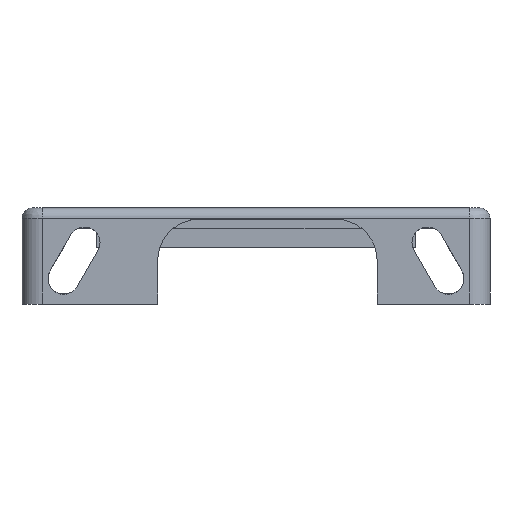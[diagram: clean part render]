
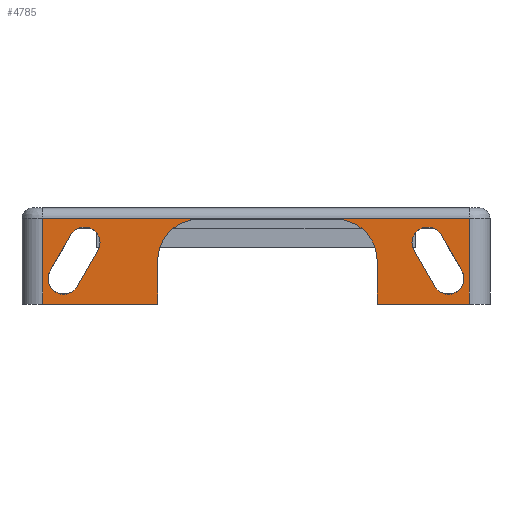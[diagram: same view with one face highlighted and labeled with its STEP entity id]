
A CAD part, left-side view. The second image highlights one B-rep face of the part: STEP entity #4785.
In plain terms, the highlighted planar face has unit normal (-1, 0, 0).
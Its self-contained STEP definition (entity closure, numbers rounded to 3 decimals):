
#31=FACE_BOUND('',#1534,.T.);
#32=FACE_BOUND('',#1535,.T.);
#95=PLANE('',#5043);
#244=LINE('',#7054,#712);
#245=LINE('',#7057,#713);
#246=LINE('',#7059,#714);
#247=LINE('',#7061,#715);
#248=LINE('',#7063,#716);
#249=LINE('',#7067,#717);
#250=LINE('',#7071,#718);
#251=LINE('',#7072,#719);
#252=LINE('',#7075,#720);
#253=LINE('',#7079,#721);
#254=LINE('',#7085,#722);
#255=LINE('',#7088,#723);
#712=VECTOR('',#5560,10.);
#713=VECTOR('',#5563,10.);
#714=VECTOR('',#5564,10.);
#715=VECTOR('',#5565,10.);
#716=VECTOR('',#5566,10.);
#717=VECTOR('',#5569,10.);
#718=VECTOR('',#5572,10.);
#719=VECTOR('',#5573,10.);
#720=VECTOR('',#5574,10.);
#721=VECTOR('',#5577,10.);
#722=VECTOR('',#5582,10.);
#723=VECTOR('',#5585,10.);
#1281=FACE_OUTER_BOUND('',#1533,.T.);
#1533=EDGE_LOOP('',(#3315,#3316,#3317,#3318,#3319,#3320,#3321,#3322,#3323,
#3324));
#1534=EDGE_LOOP('',(#3325,#3326,#3327,#3328));
#1535=EDGE_LOOP('',(#3329,#3330,#3331,#3332));
#1852=CIRCLE('',#5044,4.);
#1853=CIRCLE('',#5045,4.);
#1854=CIRCLE('',#5046,1.5);
#1855=CIRCLE('',#5047,1.5);
#1856=CIRCLE('',#5048,1.5);
#1857=CIRCLE('',#5049,1.5);
#2100=VERTEX_POINT('',#7042);
#2103=VERTEX_POINT('',#7050);
#2105=VERTEX_POINT('',#7056);
#2106=VERTEX_POINT('',#7058);
#2107=VERTEX_POINT('',#7060);
#2108=VERTEX_POINT('',#7062);
#2109=VERTEX_POINT('',#7064);
#2110=VERTEX_POINT('',#7066);
#2111=VERTEX_POINT('',#7068);
#2112=VERTEX_POINT('',#7070);
#2113=VERTEX_POINT('',#7073);
#2114=VERTEX_POINT('',#7074);
#2115=VERTEX_POINT('',#7076);
#2116=VERTEX_POINT('',#7078);
#2117=VERTEX_POINT('',#7081);
#2118=VERTEX_POINT('',#7082);
#2119=VERTEX_POINT('',#7084);
#2120=VERTEX_POINT('',#7086);
#2577=EDGE_CURVE('',#2100,#2103,#244,.T.);
#2578=EDGE_CURVE('',#2105,#2100,#245,.T.);
#2579=EDGE_CURVE('',#2106,#2105,#246,.T.);
#2580=EDGE_CURVE('',#2107,#2106,#247,.T.);
#2581=EDGE_CURVE('',#2107,#2108,#248,.T.);
#2582=EDGE_CURVE('',#2108,#2109,#1852,.T.);
#2583=EDGE_CURVE('',#2109,#2110,#249,.T.);
#2584=EDGE_CURVE('',#2110,#2111,#1853,.T.);
#2585=EDGE_CURVE('',#2111,#2112,#250,.T.);
#2586=EDGE_CURVE('',#2103,#2112,#251,.T.);
#2587=EDGE_CURVE('',#2113,#2114,#252,.T.);
#2588=EDGE_CURVE('',#2114,#2115,#1854,.T.);
#2589=EDGE_CURVE('',#2115,#2116,#253,.T.);
#2590=EDGE_CURVE('',#2116,#2113,#1855,.T.);
#2591=EDGE_CURVE('',#2117,#2118,#1856,.T.);
#2592=EDGE_CURVE('',#2118,#2119,#254,.T.);
#2593=EDGE_CURVE('',#2119,#2120,#1857,.T.);
#2594=EDGE_CURVE('',#2120,#2117,#255,.T.);
#3315=ORIENTED_EDGE('',*,*,#2577,.F.);
#3316=ORIENTED_EDGE('',*,*,#2578,.F.);
#3317=ORIENTED_EDGE('',*,*,#2579,.F.);
#3318=ORIENTED_EDGE('',*,*,#2580,.F.);
#3319=ORIENTED_EDGE('',*,*,#2581,.T.);
#3320=ORIENTED_EDGE('',*,*,#2582,.T.);
#3321=ORIENTED_EDGE('',*,*,#2583,.T.);
#3322=ORIENTED_EDGE('',*,*,#2584,.T.);
#3323=ORIENTED_EDGE('',*,*,#2585,.T.);
#3324=ORIENTED_EDGE('',*,*,#2586,.F.);
#3325=ORIENTED_EDGE('',*,*,#2587,.T.);
#3326=ORIENTED_EDGE('',*,*,#2588,.T.);
#3327=ORIENTED_EDGE('',*,*,#2589,.T.);
#3328=ORIENTED_EDGE('',*,*,#2590,.T.);
#3329=ORIENTED_EDGE('',*,*,#2591,.T.);
#3330=ORIENTED_EDGE('',*,*,#2592,.T.);
#3331=ORIENTED_EDGE('',*,*,#2593,.T.);
#3332=ORIENTED_EDGE('',*,*,#2594,.T.);
#4785=ADVANCED_FACE('',(#1281,#31,#32),#95,.T.);
#5043=AXIS2_PLACEMENT_3D('',#7055,#5561,#5562);
#5044=AXIS2_PLACEMENT_3D('',#7065,#5567,#5568);
#5045=AXIS2_PLACEMENT_3D('',#7069,#5570,#5571);
#5046=AXIS2_PLACEMENT_3D('',#7077,#5575,#5576);
#5047=AXIS2_PLACEMENT_3D('',#7080,#5578,#5579);
#5048=AXIS2_PLACEMENT_3D('',#7083,#5580,#5581);
#5049=AXIS2_PLACEMENT_3D('',#7087,#5583,#5584);
#5560=DIRECTION('',(0.,0.,-1.));
#5561=DIRECTION('center_axis',(-1.,0.,0.));
#5562=DIRECTION('ref_axis',(0.,1.,0.));
#5563=DIRECTION('',(0.,-1.,0.));
#5564=DIRECTION('',(0.,0.,1.));
#5565=DIRECTION('',(0.,1.,0.));
#5566=DIRECTION('',(0.,0.,1.));
#5567=DIRECTION('center_axis',(1.,0.,0.));
#5568=DIRECTION('ref_axis',(0.,1.,0.));
#5569=DIRECTION('',(0.,-1.,0.));
#5570=DIRECTION('center_axis',(1.,0.,0.));
#5571=DIRECTION('ref_axis',(0.,1.,0.));
#5572=DIRECTION('',(0.,0.,-1.));
#5573=DIRECTION('',(0.,1.,0.));
#5574=DIRECTION('',(0.,0.5,-0.866));
#5575=DIRECTION('center_axis',(1.,0.,0.));
#5576=DIRECTION('ref_axis',(0.,1.,0.));
#5577=DIRECTION('',(0.,-0.5,0.866));
#5578=DIRECTION('center_axis',(1.,0.,0.));
#5579=DIRECTION('ref_axis',(0.,1.,0.));
#5580=DIRECTION('center_axis',(1.,0.,0.));
#5581=DIRECTION('ref_axis',(0.,1.,0.));
#5582=DIRECTION('',(0.,0.5,0.866));
#5583=DIRECTION('center_axis',(1.,0.,0.));
#5584=DIRECTION('ref_axis',(0.,1.,0.));
#5585=DIRECTION('',(0.,-0.5,-0.866));
#7042=CARTESIAN_POINT('',(-42.5,-20.5,15.412));
#7050=CARTESIAN_POINT('',(-42.5,-20.5,7.16));
#7054=CARTESIAN_POINT('',(-42.5,-20.5,16.412));
#7055=CARTESIAN_POINT('Origin',(-42.5,-22.5,16.412));
#7056=CARTESIAN_POINT('',(-42.5,20.5,15.412));
#7057=CARTESIAN_POINT('',(-42.5,-11.25,15.412));
#7058=CARTESIAN_POINT('',(-42.5,20.5,7.16));
#7059=CARTESIAN_POINT('',(-42.5,20.5,16.412));
#7060=CARTESIAN_POINT('',(-42.5,9.454,7.16));
#7061=CARTESIAN_POINT('',(-42.5,-22.5,7.16));
#7062=CARTESIAN_POINT('',(-42.5,9.454,11.34));
#7063=CARTESIAN_POINT('',(-42.5,9.454,13.876));
#7064=CARTESIAN_POINT('',(-42.5,5.454,15.34));
#7065=CARTESIAN_POINT('Origin',(-42.5,5.454,11.34));
#7066=CARTESIAN_POINT('',(-42.5,-7.646,15.34));
#7067=CARTESIAN_POINT('',(-42.5,-15.073,15.34));
#7068=CARTESIAN_POINT('',(-42.5,-11.646,11.34));
#7069=CARTESIAN_POINT('Origin',(-42.5,-7.646,11.34));
#7070=CARTESIAN_POINT('',(-42.5,-11.646,7.16));
#7071=CARTESIAN_POINT('',(-42.5,-11.646,11.786));
#7072=CARTESIAN_POINT('',(-42.5,-22.5,7.16));
#7073=CARTESIAN_POINT('',(-42.5,15.201,12.322));
#7074=CARTESIAN_POINT('',(-42.5,17.201,8.858));
#7075=CARTESIAN_POINT('',(-42.5,10.603,20.286));
#7076=CARTESIAN_POINT('',(-42.5,19.799,10.358));
#7077=CARTESIAN_POINT('Origin',(-42.5,18.5,9.608));
#7078=CARTESIAN_POINT('',(-42.5,17.799,13.822));
#7079=CARTESIAN_POINT('',(-42.5,12.201,23.518));
#7080=CARTESIAN_POINT('Origin',(-42.5,16.5,13.072));
#7081=CARTESIAN_POINT('',(-42.5,-19.799,10.358));
#7082=CARTESIAN_POINT('',(-42.5,-17.201,8.858));
#7083=CARTESIAN_POINT('Origin',(-42.5,-18.5,9.608));
#7084=CARTESIAN_POINT('',(-42.5,-15.201,12.322));
#7085=CARTESIAN_POINT('',(-42.5,-15.228,12.276));
#7086=CARTESIAN_POINT('',(-42.5,-17.799,13.822));
#7087=CARTESIAN_POINT('Origin',(-42.5,-16.5,13.072));
#7088=CARTESIAN_POINT('',(-42.5,-18.826,12.044));
